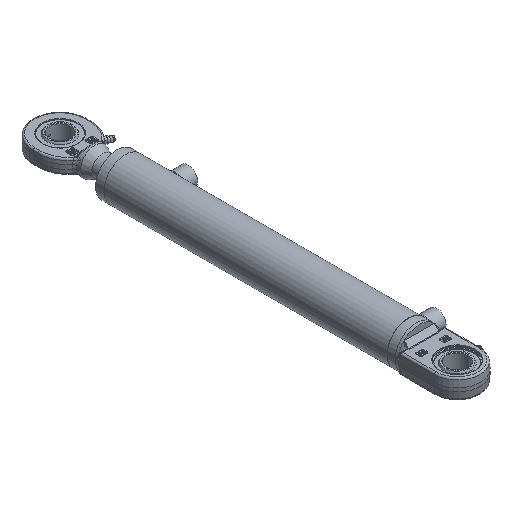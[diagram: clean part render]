
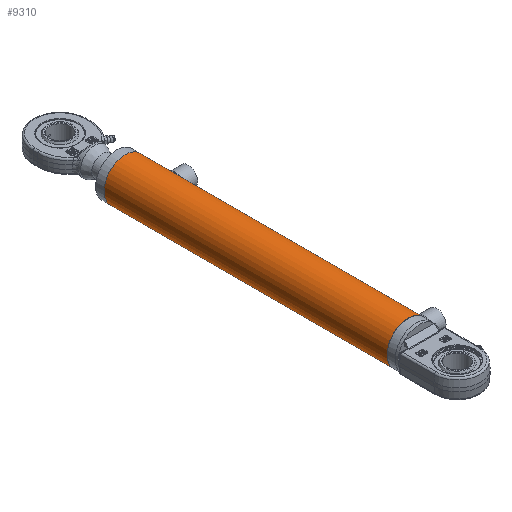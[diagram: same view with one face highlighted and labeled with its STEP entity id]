
A CAD part, isometric view. The second image highlights one B-rep face of the part: STEP entity #9310.
In plain terms, the highlighted cylindrical face has radius 25 mm (diameter 50 mm), a full revolution.
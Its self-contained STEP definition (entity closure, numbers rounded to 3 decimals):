
#590=CIRCLE('',#10220,25.);
#591=CIRCLE('',#10221,25.);
#593=CIRCLE('',#10224,25.);
#1132=LINE('',#15301,#1934);
#1934=VECTOR('',#11287,25.);
#2708=FACE_BOUND('',#3367,.T.);
#2709=FACE_BOUND('',#3368,.T.);
#2801=FACE_OUTER_BOUND('',#3366,.T.);
#3366=EDGE_LOOP('',(#6502,#6503,#6504,#6505,#6506));
#3367=EDGE_LOOP('',(#6507,#6508));
#3368=EDGE_LOOP('',(#6509,#6510));
#3986=B_SPLINE_CURVE_WITH_KNOTS('',3,(#15304,#15305,#15306,#15307,#15308,
#15309,#15310,#15311,#15312,#15313,#15314,#15315,#15316,#15317,#15318,#15319,
#15320,#15321),.UNSPECIFIED.,.F.,.F.,(4,2,2,2,2,2,2,2,4),(0.452,
0.566,0.679,0.792,0.905,
1.018,1.131,1.244,1.357),
 .UNSPECIFIED.);
#3987=B_SPLINE_CURVE_WITH_KNOTS('',3,(#15322,#15323,#15324,#15325,#15326,
#15327,#15328,#15329,#15330,#15331,#15332,#15333,#15334,#15335,#15336,#15337,
#15338,#15339,#15340),.UNSPECIFIED.,.F.,.F.,(4,2,2,2,3,2,2,2,4),(1.357,
1.471,1.584,1.697,1.81,1.923,
2.036,2.149,2.262),.UNSPECIFIED.);
#3988=B_SPLINE_CURVE_WITH_KNOTS('',3,(#15343,#15344,#15345,#15346,#15347,
#15348,#15349,#15350,#15351,#15352,#15353,#15354,#15355,#15356,#15357,#15358,
#15359,#15360),.UNSPECIFIED.,.F.,.F.,(4,2,2,2,2,2,2,2,4),(0.452,
0.566,0.679,0.792,0.905,
1.018,1.131,1.244,1.357),
 .UNSPECIFIED.);
#3989=B_SPLINE_CURVE_WITH_KNOTS('',3,(#15361,#15362,#15363,#15364,#15365,
#15366,#15367,#15368,#15369,#15370,#15371,#15372,#15373,#15374,#15375,#15376,
#15377,#15378,#15379),.UNSPECIFIED.,.F.,.F.,(4,2,2,2,3,2,2,2,4),(1.357,
1.471,1.584,1.697,1.81,1.923,
2.036,2.149,2.262),.UNSPECIFIED.);
#4125=VERTEX_POINT('',#15291);
#4126=VERTEX_POINT('',#15292);
#4128=VERTEX_POINT('',#15299);
#4129=VERTEX_POINT('',#15302);
#4130=VERTEX_POINT('',#15303);
#4131=VERTEX_POINT('',#15341);
#4132=VERTEX_POINT('',#15342);
#5042=EDGE_CURVE('',#4125,#4126,#590,.T.);
#5043=EDGE_CURVE('',#4126,#4125,#591,.T.);
#5046=EDGE_CURVE('',#4128,#4128,#593,.T.);
#5047=EDGE_CURVE('',#4128,#4126,#1132,.T.);
#5048=EDGE_CURVE('',#4129,#4130,#3986,.T.);
#5049=EDGE_CURVE('',#4130,#4129,#3987,.T.);
#5050=EDGE_CURVE('',#4131,#4132,#3988,.T.);
#5051=EDGE_CURVE('',#4132,#4131,#3989,.T.);
#6502=ORIENTED_EDGE('',*,*,#5046,.F.);
#6503=ORIENTED_EDGE('',*,*,#5047,.T.);
#6504=ORIENTED_EDGE('',*,*,#5042,.F.);
#6505=ORIENTED_EDGE('',*,*,#5043,.F.);
#6506=ORIENTED_EDGE('',*,*,#5047,.F.);
#6507=ORIENTED_EDGE('',*,*,#5048,.T.);
#6508=ORIENTED_EDGE('',*,*,#5049,.T.);
#6509=ORIENTED_EDGE('',*,*,#5050,.T.);
#6510=ORIENTED_EDGE('',*,*,#5051,.T.);
#9177=CYLINDRICAL_SURFACE('',#10223,25.);
#9310=ADVANCED_FACE('',(#2801,#2708,#2709),#9177,.T.);
#10220=AXIS2_PLACEMENT_3D('',#15293,#11276,#11277);
#10221=AXIS2_PLACEMENT_3D('',#15294,#11278,#11279);
#10223=AXIS2_PLACEMENT_3D('',#15298,#11283,#11284);
#10224=AXIS2_PLACEMENT_3D('',#15300,#11285,#11286);
#11276=DIRECTION('center_axis',(0.,-1.,0.));
#11277=DIRECTION('ref_axis',(1.,0.,0.));
#11278=DIRECTION('center_axis',(0.,-1.,0.));
#11279=DIRECTION('ref_axis',(1.,0.,0.));
#11283=DIRECTION('center_axis',(0.,1.,0.));
#11284=DIRECTION('ref_axis',(-1.,0.,0.));
#11285=DIRECTION('center_axis',(0.,1.,0.));
#11286=DIRECTION('ref_axis',(-1.,0.,0.));
#11287=DIRECTION('',(0.,-1.,0.));
#15291=CARTESIAN_POINT('',(-25.,5.,0.));
#15292=CARTESIAN_POINT('',(25.,5.,0.));
#15293=CARTESIAN_POINT('Origin',(0.,5.,0.));
#15294=CARTESIAN_POINT('Origin',(0.,5.,0.));
#15298=CARTESIAN_POINT('Origin',(0.,0.,0.));
#15299=CARTESIAN_POINT('',(25.,340.,0.));
#15300=CARTESIAN_POINT('Origin',(0.,340.,0.));
#15301=CARTESIAN_POINT('',(25.,0.,0.));
#15302=CARTESIAN_POINT('',(-25.,15.,0.));
#15303=CARTESIAN_POINT('',(-25.,9.,0.));
#15304=CARTESIAN_POINT('Ctrl Pts',(-25.,15.,0.));
#15305=CARTESIAN_POINT('Ctrl Pts',(-25.,15.,0.377));
#15306=CARTESIAN_POINT('Ctrl Pts',(-24.991,14.925,0.779));
#15307=CARTESIAN_POINT('Ctrl Pts',(-24.957,14.618,1.518));
#15308=CARTESIAN_POINT('Ctrl Pts',(-24.933,14.387,1.855));
#15309=CARTESIAN_POINT('Ctrl Pts',(-24.887,13.855,2.387));
#15310=CARTESIAN_POINT('Ctrl Pts',(-24.863,13.518,2.618));
#15311=CARTESIAN_POINT('Ctrl Pts',(-24.829,12.779,2.925));
#15312=CARTESIAN_POINT('Ctrl Pts',(-24.819,12.377,3.));
#15313=CARTESIAN_POINT('Ctrl Pts',(-24.819,11.623,3.));
#15314=CARTESIAN_POINT('Ctrl Pts',(-24.829,11.221,2.925));
#15315=CARTESIAN_POINT('Ctrl Pts',(-24.863,10.482,2.618));
#15316=CARTESIAN_POINT('Ctrl Pts',(-24.887,10.145,2.387));
#15317=CARTESIAN_POINT('Ctrl Pts',(-24.933,9.613,1.855));
#15318=CARTESIAN_POINT('Ctrl Pts',(-24.957,9.382,1.518));
#15319=CARTESIAN_POINT('Ctrl Pts',(-24.991,9.075,0.779));
#15320=CARTESIAN_POINT('Ctrl Pts',(-25.,9.,0.377));
#15321=CARTESIAN_POINT('Ctrl Pts',(-25.,9.,0.));
#15322=CARTESIAN_POINT('Ctrl Pts',(-25.,9.,0.));
#15323=CARTESIAN_POINT('Ctrl Pts',(-25.,9.,-0.377));
#15324=CARTESIAN_POINT('Ctrl Pts',(-24.991,9.075,-0.779));
#15325=CARTESIAN_POINT('Ctrl Pts',(-24.957,9.382,-1.518));
#15326=CARTESIAN_POINT('Ctrl Pts',(-24.933,9.613,-1.855));
#15327=CARTESIAN_POINT('Ctrl Pts',(-24.887,10.145,-2.387));
#15328=CARTESIAN_POINT('Ctrl Pts',(-24.863,10.482,-2.618));
#15329=CARTESIAN_POINT('Ctrl Pts',(-24.829,11.221,-2.925));
#15330=CARTESIAN_POINT('Ctrl Pts',(-24.819,11.623,-3.));
#15331=CARTESIAN_POINT('Ctrl Pts',(-24.819,12.,-3.));
#15332=CARTESIAN_POINT('Ctrl Pts',(-24.819,12.377,-3.));
#15333=CARTESIAN_POINT('Ctrl Pts',(-24.829,12.779,-2.925));
#15334=CARTESIAN_POINT('Ctrl Pts',(-24.863,13.518,-2.618));
#15335=CARTESIAN_POINT('Ctrl Pts',(-24.887,13.855,-2.387));
#15336=CARTESIAN_POINT('Ctrl Pts',(-24.933,14.387,-1.855));
#15337=CARTESIAN_POINT('Ctrl Pts',(-24.957,14.618,-1.518));
#15338=CARTESIAN_POINT('Ctrl Pts',(-24.991,14.925,-0.779));
#15339=CARTESIAN_POINT('Ctrl Pts',(-25.,15.,-0.377));
#15340=CARTESIAN_POINT('Ctrl Pts',(-25.,15.,0.));
#15341=CARTESIAN_POINT('',(-25.,309.,0.));
#15342=CARTESIAN_POINT('',(-25.,303.,0.));
#15343=CARTESIAN_POINT('Ctrl Pts',(-25.,309.,0.));
#15344=CARTESIAN_POINT('Ctrl Pts',(-25.,309.,0.377));
#15345=CARTESIAN_POINT('Ctrl Pts',(-24.991,308.925,0.779));
#15346=CARTESIAN_POINT('Ctrl Pts',(-24.957,308.618,1.518));
#15347=CARTESIAN_POINT('Ctrl Pts',(-24.933,308.387,1.855));
#15348=CARTESIAN_POINT('Ctrl Pts',(-24.887,307.855,2.387));
#15349=CARTESIAN_POINT('Ctrl Pts',(-24.863,307.518,2.618));
#15350=CARTESIAN_POINT('Ctrl Pts',(-24.829,306.779,2.925));
#15351=CARTESIAN_POINT('Ctrl Pts',(-24.819,306.377,3.));
#15352=CARTESIAN_POINT('Ctrl Pts',(-24.819,305.623,3.));
#15353=CARTESIAN_POINT('Ctrl Pts',(-24.829,305.221,2.925));
#15354=CARTESIAN_POINT('Ctrl Pts',(-24.863,304.482,2.618));
#15355=CARTESIAN_POINT('Ctrl Pts',(-24.887,304.145,2.387));
#15356=CARTESIAN_POINT('Ctrl Pts',(-24.933,303.613,1.855));
#15357=CARTESIAN_POINT('Ctrl Pts',(-24.957,303.382,1.518));
#15358=CARTESIAN_POINT('Ctrl Pts',(-24.991,303.075,0.779));
#15359=CARTESIAN_POINT('Ctrl Pts',(-25.,303.,0.377));
#15360=CARTESIAN_POINT('Ctrl Pts',(-25.,303.,0.));
#15361=CARTESIAN_POINT('Ctrl Pts',(-25.,303.,0.));
#15362=CARTESIAN_POINT('Ctrl Pts',(-25.,303.,-0.377));
#15363=CARTESIAN_POINT('Ctrl Pts',(-24.991,303.075,-0.779));
#15364=CARTESIAN_POINT('Ctrl Pts',(-24.957,303.382,-1.518));
#15365=CARTESIAN_POINT('Ctrl Pts',(-24.933,303.613,-1.855));
#15366=CARTESIAN_POINT('Ctrl Pts',(-24.887,304.145,-2.387));
#15367=CARTESIAN_POINT('Ctrl Pts',(-24.863,304.482,-2.618));
#15368=CARTESIAN_POINT('Ctrl Pts',(-24.829,305.221,-2.925));
#15369=CARTESIAN_POINT('Ctrl Pts',(-24.819,305.623,-3.));
#15370=CARTESIAN_POINT('Ctrl Pts',(-24.819,306.,-3.));
#15371=CARTESIAN_POINT('Ctrl Pts',(-24.819,306.377,-3.));
#15372=CARTESIAN_POINT('Ctrl Pts',(-24.829,306.779,-2.925));
#15373=CARTESIAN_POINT('Ctrl Pts',(-24.863,307.518,-2.618));
#15374=CARTESIAN_POINT('Ctrl Pts',(-24.887,307.855,-2.387));
#15375=CARTESIAN_POINT('Ctrl Pts',(-24.933,308.387,-1.855));
#15376=CARTESIAN_POINT('Ctrl Pts',(-24.957,308.618,-1.518));
#15377=CARTESIAN_POINT('Ctrl Pts',(-24.991,308.925,-0.779));
#15378=CARTESIAN_POINT('Ctrl Pts',(-25.,309.,-0.377));
#15379=CARTESIAN_POINT('Ctrl Pts',(-25.,309.,0.));
